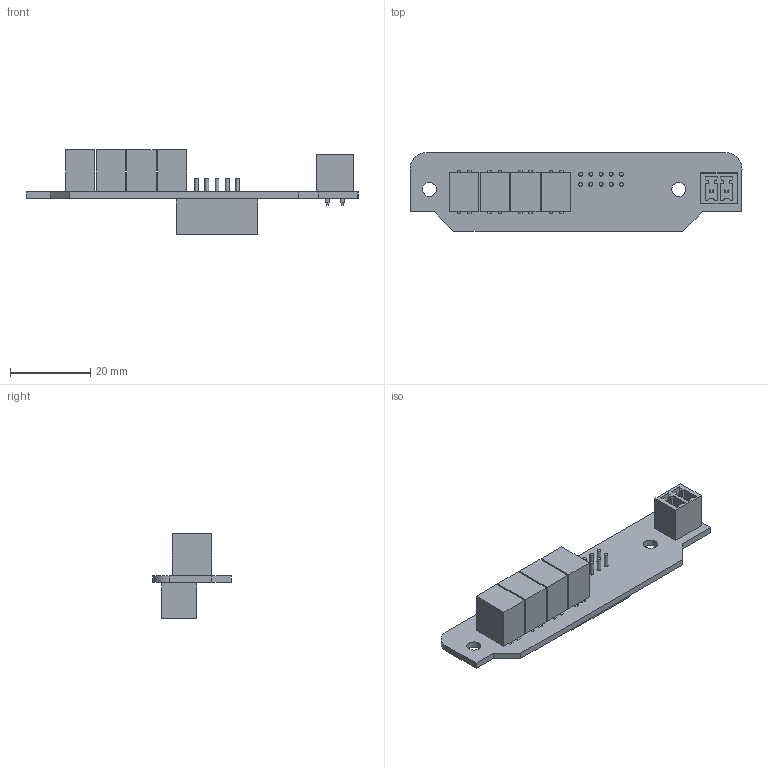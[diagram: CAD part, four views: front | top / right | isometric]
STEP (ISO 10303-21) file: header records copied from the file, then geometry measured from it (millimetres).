
FILE_DESCRIPTION(('KiCad electronic assembly'),'2;1');
FILE_NAME('qds-cv-bypass-adapter.step','2024-03-19T13:02:13',('Pcbnew'), ('Kicad'),'Open CASCADE STEP processor 7.6','KiCad to STEP converter', 'Unknown');
FILE_SCHEMA(('AUTOMOTIVE_DESIGN { 1 0 10303 214 1 1 1 1 }'));
Length unit declared in the file: millimetre
Products named in the file (8): qds-cv-bypass-adapter 1; PhoenixContact_MCV_1,5_2-G-3.81_1x02_P3.81mm_Vertical; SOLID; 204-211STR; COMPOUND; SBH11-PBPC-D05-ST-BK; qds-cv-bypass-adapter PCB
Assembly tree (10 placements, depth 3):
  qds-cv-bypass-adapter 1
    PhoenixContact_MCV_1,5_2-G-3.81_1x02_P3.81mm_Vertical
      SOLID
    204-211STR  x4
      COMPOUND
    SBH11-PBPC-D05-ST-BK
      COMPOUND
    qds-cv-bypass-adapter PCB
Bounding box: 82.55 x 19.56 x 21.06 mm (x, y, z)
Volume: 7623.4 mm3; surface area: 8645.2 mm2
Topology: 123 solids, 123 shells, 528 faces, 812 edges, 536 vertices
Faces by surface type: plane 410, cylinder 118
Full cylindrical faces by diameter (mm): 0.91 x100, 1 x10, 1.2 x2, 3.5 x2
Entity records: 18243 total; most frequent: DIRECTION 3028, CARTESIAN_POINT 2773, LINE 1424, VECTOR 1424, ORIENTED_EDGE 1264, PCURVE 1264, DEFINITIONAL_REPRESENTATION 1264, AXIS2_PLACEMENT_3D 685
